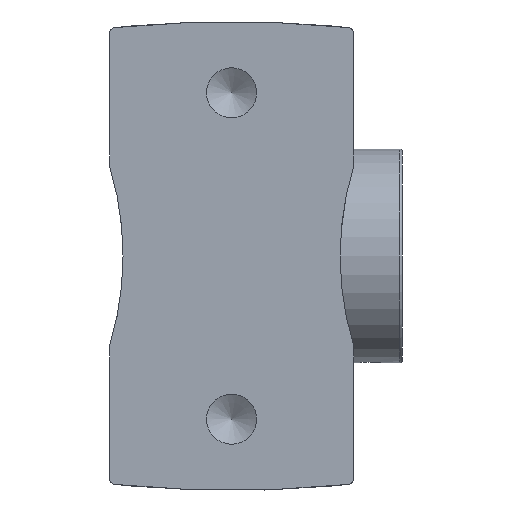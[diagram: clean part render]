
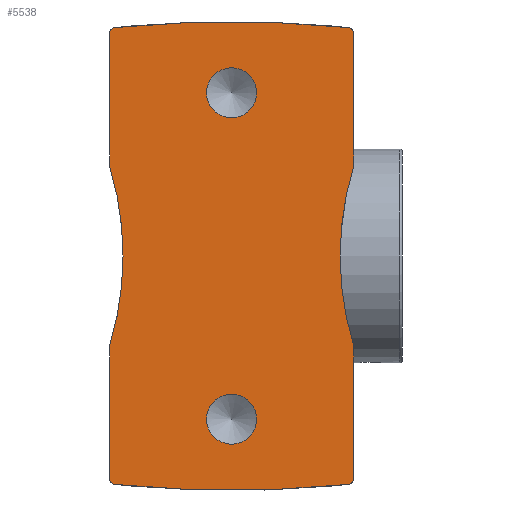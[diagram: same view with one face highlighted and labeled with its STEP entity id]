
A CAD part, front view. The second image highlights one B-rep face of the part: STEP entity #5538.
In plain terms, the highlighted face is planar.
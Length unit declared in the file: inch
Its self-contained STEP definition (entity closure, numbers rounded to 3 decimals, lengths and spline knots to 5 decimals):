
#402=CARTESIAN_POINT('',(0.74803,0.55118,0.));
#403=VERTEX_POINT('',#402);
#410=CARTESIAN_POINT('',(0.74803,1.36492,0.));
#411=VERTEX_POINT('',#410);
#412=CARTESIAN_POINT('',(0.74803,1.38399,0.));
#413=DIRECTION('',(0.,-1.,0.));
#414=VECTOR('',#413,0.32037);
#415=LINE('',#412,#414);
#416=EDGE_CURVE('',#411,#403,#415,.T.);
#433=CARTESIAN_POINT('',(0.66519,0.,0.));
#434=VERTEX_POINT('',#433);
#442=CARTESIAN_POINT('',(0.74803,-0.55118,0.));
#443=VERTEX_POINT('',#442);
#450=CARTESIAN_POINT('',(2.54019,0.,0.));
#451=DIRECTION('',(0.,0.,1.));
#452=DIRECTION('',(1.,0.,-0.));
#453=AXIS2_PLACEMENT_3D('',#450,#451,#452);
#454=CIRCLE('',#453,1.875);
#455=EDGE_CURVE('',#434,#443,#454,.T.);
#474=CARTESIAN_POINT('',(0.74803,-1.36492,0.));
#475=VERTEX_POINT('',#474);
#482=CARTESIAN_POINT('',(0.74803,0.62963,0.));
#483=DIRECTION('',(0.,-1.,0.));
#484=VECTOR('',#483,0.32037);
#485=LINE('',#482,#484);
#486=EDGE_CURVE('',#443,#475,#485,.T.);
#532=CARTESIAN_POINT('',(-0.1535,-1.,0.));
#533=VERTEX_POINT('',#532);
#543=CARTESIAN_POINT('',(0.1535,-1.,0.));
#544=VERTEX_POINT('',#543);
#545=CARTESIAN_POINT('',(0.,-1.,0.));
#546=DIRECTION('',(0.,0.,1.));
#547=DIRECTION('',(1.,0.,-0.));
#548=AXIS2_PLACEMENT_3D('',#545,#546,#547);
#549=CIRCLE('',#548,0.1535);
#550=EDGE_CURVE('',#544,#533,#549,.T.);
#552=CARTESIAN_POINT('',(0.,-1.,0.));
#553=DIRECTION('',(0.,0.,1.));
#554=DIRECTION('',(1.,0.,-0.));
#555=AXIS2_PLACEMENT_3D('',#552,#553,#554);
#556=CIRCLE('',#555,0.1535);
#557=EDGE_CURVE('',#533,#544,#556,.T.);
#602=CARTESIAN_POINT('',(-0.1535,1.,0.));
#603=VERTEX_POINT('',#602);
#613=CARTESIAN_POINT('',(0.1535,1.,0.));
#614=VERTEX_POINT('',#613);
#615=CARTESIAN_POINT('',(0.,1.,0.));
#616=DIRECTION('',(0.,0.,1.));
#617=DIRECTION('',(1.,0.,-0.));
#618=AXIS2_PLACEMENT_3D('',#615,#616,#617);
#619=CIRCLE('',#618,0.1535);
#620=EDGE_CURVE('',#614,#603,#619,.T.);
#622=CARTESIAN_POINT('',(0.,1.,0.));
#623=DIRECTION('',(0.,0.,1.));
#624=DIRECTION('',(1.,0.,-0.));
#625=AXIS2_PLACEMENT_3D('',#622,#623,#624);
#626=CIRCLE('',#625,0.1535);
#627=EDGE_CURVE('',#603,#614,#626,.T.);
#1908=CARTESIAN_POINT('',(-0.71666,-1.39973,0.));
#1909=VERTEX_POINT('',#1908);
#1916=CARTESIAN_POINT('',(0.71666,-1.39973,0.));
#1917=VERTEX_POINT('',#1916);
#1918=CARTESIAN_POINT('',(0.,5.47009,0.));
#1919=DIRECTION('',(0.,0.,-1.));
#1920=DIRECTION('',(1.,0.,0.));
#1921=AXIS2_PLACEMENT_3D('',#1918,#1919,#1920);
#1922=CIRCLE('',#1921,6.9071);
#1923=EDGE_CURVE('',#1917,#1909,#1922,.T.);
#4112=CARTESIAN_POINT('',(0.71666,1.39973,0.));
#4113=VERTEX_POINT('',#4112);
#4120=CARTESIAN_POINT('',(-0.71666,1.39973,0.));
#4121=VERTEX_POINT('',#4120);
#4122=CARTESIAN_POINT('',(-0.,-5.47009,0.));
#4123=DIRECTION('',(0.,0.,-1.));
#4124=DIRECTION('',(-1.,0.,0.));
#4125=AXIS2_PLACEMENT_3D('',#4122,#4123,#4124);
#4126=CIRCLE('',#4125,6.9071);
#4127=EDGE_CURVE('',#4121,#4113,#4126,.T.);
#4163=CARTESIAN_POINT('',(0.71303,1.36492,0.));
#4164=DIRECTION('',(0.,-0.,1.));
#4165=DIRECTION('',(0.743,0.669,0.));
#4166=AXIS2_PLACEMENT_3D('',#4163,#4164,#4165);
#4167=CIRCLE('',#4166,0.035);
#4168=EDGE_CURVE('',#411,#4113,#4167,.T.);
#4747=CARTESIAN_POINT('',(-0.66519,-0.,0.));
#4748=VERTEX_POINT('',#4747);
#4757=CARTESIAN_POINT('',(-0.74803,0.55118,0.));
#4758=VERTEX_POINT('',#4757);
#4765=CARTESIAN_POINT('',(-2.54019,0.,0.));
#4766=DIRECTION('',(0.,0.,1.));
#4767=DIRECTION('',(-1.,0.,0.));
#4768=AXIS2_PLACEMENT_3D('',#4765,#4766,#4767);
#4769=CIRCLE('',#4768,1.875);
#4770=EDGE_CURVE('',#4748,#4758,#4769,.T.);
#4781=CARTESIAN_POINT('',(-0.74803,1.36492,0.));
#4782=VERTEX_POINT('',#4781);
#4789=CARTESIAN_POINT('',(-0.74803,1.38399,0.));
#4790=DIRECTION('',(0.,-1.,0.));
#4791=VECTOR('',#4790,0.32037);
#4792=LINE('',#4789,#4791);
#4793=EDGE_CURVE('',#4782,#4758,#4792,.T.);
#4806=CARTESIAN_POINT('',(-0.71303,1.36492,0.));
#4807=DIRECTION('',(0.,0.,1.));
#4808=DIRECTION('',(-0.743,0.669,0.));
#4809=AXIS2_PLACEMENT_3D('',#4806,#4807,#4808);
#4810=CIRCLE('',#4809,0.035);
#4811=EDGE_CURVE('',#4121,#4782,#4810,.T.);
#5331=CARTESIAN_POINT('',(0.71303,-1.36492,0.));
#5332=DIRECTION('',(0.,0.,1.));
#5333=DIRECTION('',(0.743,-0.669,0.));
#5334=AXIS2_PLACEMENT_3D('',#5331,#5332,#5333);
#5335=CIRCLE('',#5334,0.035);
#5336=EDGE_CURVE('',#1917,#475,#5335,.T.);
#5454=CARTESIAN_POINT('',(-0.74803,-1.36492,0.));
#5455=VERTEX_POINT('',#5454);
#5462=CARTESIAN_POINT('',(-0.71303,-1.36492,0.));
#5463=DIRECTION('',(0.,0.,1.));
#5464=DIRECTION('',(-0.743,-0.669,0.));
#5465=AXIS2_PLACEMENT_3D('',#5462,#5463,#5464);
#5466=CIRCLE('',#5465,0.035);
#5467=EDGE_CURVE('',#5455,#1909,#5466,.T.);
#5479=CARTESIAN_POINT('',(-0.74803,-0.55118,0.));
#5480=VERTEX_POINT('',#5479);
#5487=CARTESIAN_POINT('',(-0.74803,0.62963,0.));
#5488=DIRECTION('',(0.,-1.,0.));
#5489=VECTOR('',#5488,0.32037);
#5490=LINE('',#5487,#5489);
#5491=EDGE_CURVE('',#5480,#5455,#5490,.T.);
#5497=CARTESIAN_POINT('',(0.37056,0.70974,0.));
#5498=DIRECTION('',(0.,0.,1.));
#5499=DIRECTION('',(1.,0.,0.));
#5500=AXIS2_PLACEMENT_3D('',#5497,#5498,#5499);
#5501=PLANE('',#5500);
#5502=ORIENTED_EDGE('',*,*,#550,.T.);
#5503=ORIENTED_EDGE('',*,*,#557,.T.);
#5504=EDGE_LOOP('',(#5502,#5503));
#5505=FACE_BOUND('',#5504,.T.);
#5506=ORIENTED_EDGE('',*,*,#620,.T.);
#5507=ORIENTED_EDGE('',*,*,#627,.T.);
#5508=EDGE_LOOP('',(#5506,#5507));
#5509=FACE_BOUND('',#5508,.T.);
#5510=ORIENTED_EDGE('',*,*,#5467,.F.);
#5511=ORIENTED_EDGE('',*,*,#5491,.F.);
#5512=CARTESIAN_POINT('',(-2.54019,0.,0.));
#5513=DIRECTION('',(0.,0.,1.));
#5514=DIRECTION('',(-1.,0.,0.));
#5515=AXIS2_PLACEMENT_3D('',#5512,#5513,#5514);
#5516=CIRCLE('',#5515,1.875);
#5517=EDGE_CURVE('',#5480,#4748,#5516,.T.);
#5518=ORIENTED_EDGE('',*,*,#5517,.T.);
#5519=ORIENTED_EDGE('',*,*,#4770,.T.);
#5520=ORIENTED_EDGE('',*,*,#4793,.F.);
#5521=ORIENTED_EDGE('',*,*,#4811,.F.);
#5522=ORIENTED_EDGE('',*,*,#4127,.T.);
#5523=ORIENTED_EDGE('',*,*,#4168,.F.);
#5524=ORIENTED_EDGE('',*,*,#416,.T.);
#5525=CARTESIAN_POINT('',(2.54019,0.,0.));
#5526=DIRECTION('',(0.,0.,1.));
#5527=DIRECTION('',(1.,0.,-0.));
#5528=AXIS2_PLACEMENT_3D('',#5525,#5526,#5527);
#5529=CIRCLE('',#5528,1.875);
#5530=EDGE_CURVE('',#403,#434,#5529,.T.);
#5531=ORIENTED_EDGE('',*,*,#5530,.T.);
#5532=ORIENTED_EDGE('',*,*,#455,.T.);
#5533=ORIENTED_EDGE('',*,*,#486,.T.);
#5534=ORIENTED_EDGE('',*,*,#5336,.F.);
#5535=ORIENTED_EDGE('',*,*,#1923,.T.);
#5536=EDGE_LOOP('',(#5510,#5511,#5518,#5519,#5520,#5521,#5522,#5523,#5524,#5531,#5532,#5533,#5534,#5535));
#5537=FACE_BOUND('',#5536,.T.);
#5538=ADVANCED_FACE('',(#5505,#5509,#5537),#5501,.F.);
